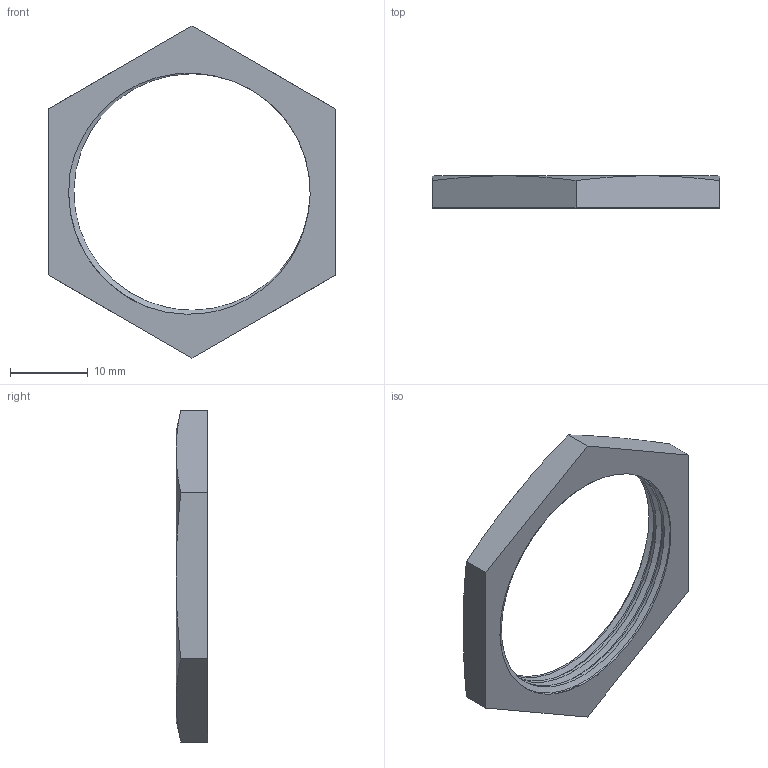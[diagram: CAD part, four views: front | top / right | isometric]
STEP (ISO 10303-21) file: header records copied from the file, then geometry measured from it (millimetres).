
FILE_DESCRIPTION (( 'STEP AP203' ), '1' );
FILE_NAME ('2732.STEP', '2024-03-19T09:26:19', ( '' ), ( '' ), 'SwSTEP 2.0', 'SolidWorks 2022', '' );
FILE_SCHEMA (( 'CONFIG_CONTROL_DESIGN' ));
Length unit declared in the file: millimetre
Products named in the file (1): 2732
Bounding box: 36.95 x 4.11 x 42.67 mm (x, y, z)
Volume: 1730.3 mm3; surface area: 1960.4 mm2
Topology: 1 solids, 1 shells, 25 faces, 66 edges, 44 vertices
Faces by surface type: plane 8, cone 7, cylinder 7, bspline 3
Entity records: 2282 total; most frequent: CARTESIAN_POINT 1680, ORIENTED_EDGE 130, DIRECTION 81, EDGE_CURVE 65, VERTEX_POINT 42, AXIS2_PLACEMENT_3D 31, EDGE_LOOP 27, ADVANCED_FACE 25
